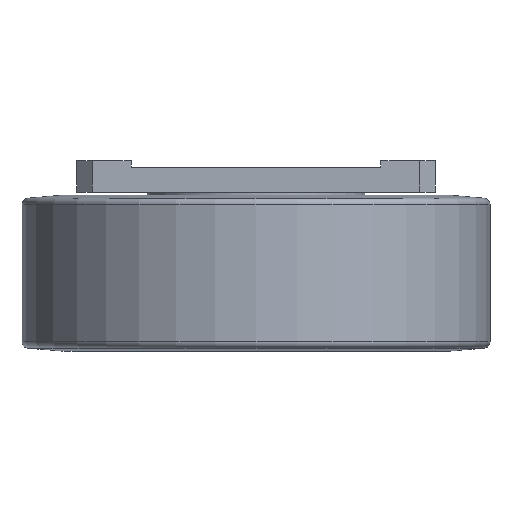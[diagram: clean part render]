
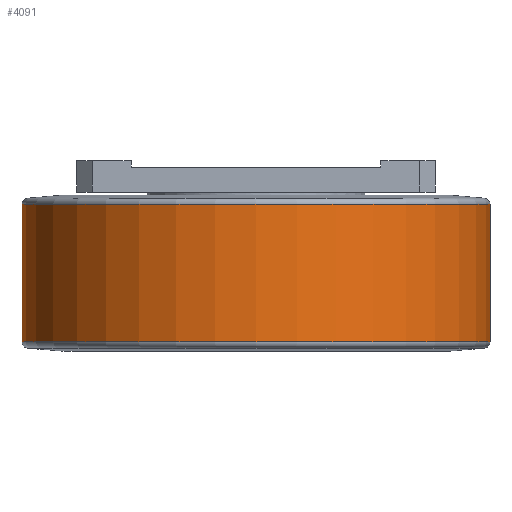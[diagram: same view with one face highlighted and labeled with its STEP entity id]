
A CAD part, front view. The second image highlights one B-rep face of the part: STEP entity #4091.
In plain terms, the highlighted cylindrical face has radius 75 mm (diameter 150 mm), a full revolution.
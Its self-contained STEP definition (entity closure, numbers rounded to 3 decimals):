
#72=CYLINDRICAL_SURFACE('',#4435,75.);
#371=LINE('',#6605,#729);
#729=VECTOR('',#5388,75.);
#994=FACE_OUTER_BOUND('',#1237,.T.);
#1237=EDGE_LOOP('',(#3200,#3201,#3202,#3203,#3204,#3205,#3206,#3207));
#1441=CIRCLE('',#4431,75.);
#1442=CIRCLE('',#4432,75.);
#1443=CIRCLE('',#4433,75.);
#1445=CIRCLE('',#4436,75.);
#1446=CIRCLE('',#4437,75.);
#1447=CIRCLE('',#4438,75.);
#1812=VERTEX_POINT('',#6595);
#1813=VERTEX_POINT('',#6597);
#1814=VERTEX_POINT('',#6599);
#1815=VERTEX_POINT('',#6604);
#1816=VERTEX_POINT('',#6606);
#1817=VERTEX_POINT('',#6608);
#2312=EDGE_CURVE('',#1812,#1813,#1441,.T.);
#2313=EDGE_CURVE('',#1813,#1814,#1442,.T.);
#2314=EDGE_CURVE('',#1814,#1812,#1443,.T.);
#2316=EDGE_CURVE('',#1813,#1815,#371,.T.);
#2317=EDGE_CURVE('',#1816,#1815,#1445,.T.);
#2318=EDGE_CURVE('',#1817,#1816,#1446,.T.);
#2319=EDGE_CURVE('',#1815,#1817,#1447,.T.);
#3200=ORIENTED_EDGE('',*,*,#2314,.F.);
#3201=ORIENTED_EDGE('',*,*,#2313,.F.);
#3202=ORIENTED_EDGE('',*,*,#2316,.T.);
#3203=ORIENTED_EDGE('',*,*,#2317,.F.);
#3204=ORIENTED_EDGE('',*,*,#2318,.F.);
#3205=ORIENTED_EDGE('',*,*,#2319,.F.);
#3206=ORIENTED_EDGE('',*,*,#2316,.F.);
#3207=ORIENTED_EDGE('',*,*,#2312,.F.);
#4091=ADVANCED_FACE('',(#994),#72,.T.);
#4431=AXIS2_PLACEMENT_3D('',#6598,#5378,#5379);
#4432=AXIS2_PLACEMENT_3D('',#6600,#5380,#5381);
#4433=AXIS2_PLACEMENT_3D('',#6601,#5382,#5383);
#4435=AXIS2_PLACEMENT_3D('',#6603,#5386,#5387);
#4436=AXIS2_PLACEMENT_3D('',#6607,#5389,#5390);
#4437=AXIS2_PLACEMENT_3D('',#6609,#5391,#5392);
#4438=AXIS2_PLACEMENT_3D('',#6610,#5393,#5394);
#5378=DIRECTION('center_axis',(0.,0.,-1.));
#5379=DIRECTION('ref_axis',(0.,-1.,0.));
#5380=DIRECTION('center_axis',(0.,0.,-1.));
#5381=DIRECTION('ref_axis',(0.,-1.,0.));
#5382=DIRECTION('center_axis',(0.,0.,-1.));
#5383=DIRECTION('ref_axis',(0.,-1.,0.));
#5386=DIRECTION('center_axis',(0.,0.,-1.));
#5387=DIRECTION('ref_axis',(0.,1.,0.));
#5388=DIRECTION('',(0.,0.,1.));
#5389=DIRECTION('center_axis',(0.,0.,1.));
#5390=DIRECTION('ref_axis',(0.,-1.,0.));
#5391=DIRECTION('center_axis',(0.,0.,1.));
#5392=DIRECTION('ref_axis',(0.,-1.,0.));
#5393=DIRECTION('center_axis',(0.,0.,1.));
#5394=DIRECTION('ref_axis',(0.,-1.,0.));
#6595=CARTESIAN_POINT('',(75.,0.,-22.23));
#6597=CARTESIAN_POINT('',(0.,-75.,-22.23));
#6598=CARTESIAN_POINT('Origin',(0.,0.,
-22.23));
#6599=CARTESIAN_POINT('',(0.,75.,-22.23));
#6600=CARTESIAN_POINT('Origin',(0.,0.,
-22.23));
#6601=CARTESIAN_POINT('Origin',(0.,0.,
-22.23));
#6603=CARTESIAN_POINT('Origin',(0.,0.,
-0.2));
#6604=CARTESIAN_POINT('',(0.,-75.,21.83));
#6605=CARTESIAN_POINT('',(0.,-75.,-0.2));
#6606=CARTESIAN_POINT('',(0.,75.,21.83));
#6607=CARTESIAN_POINT('Origin',(0.,0.,
21.83));
#6608=CARTESIAN_POINT('',(75.,0.,21.83));
#6609=CARTESIAN_POINT('Origin',(0.,0.,
21.83));
#6610=CARTESIAN_POINT('Origin',(0.,0.,
21.83));
